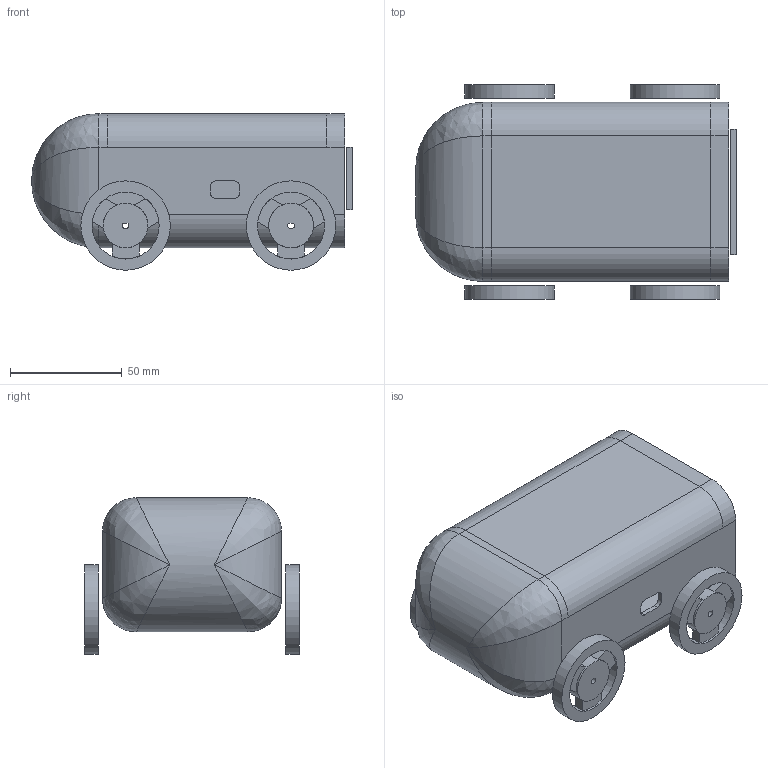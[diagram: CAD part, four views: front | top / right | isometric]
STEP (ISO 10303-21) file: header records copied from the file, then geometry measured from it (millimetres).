
FILE_DESCRIPTION(/* description */ ('STEP AP242 Edition 2','CAx-IF Rec.Pracs.---Representation and Presentation of Product Manufacturing Information (PMI)---4.0---2014-10-13','CAx-IF Rec.Pracs.---3D Tessellated Geometry---0.4---2014-09-14','2;1','CAx-IF Rec.Pracs.---User Defined Attributes---1.5---2016-08-15'),/* implementation_level */ '2;1');
FILE_NAME(/* name */ '6938e01b486f0c075bedd928',/* time_stamp */ '2025-12-10T02:51:07Z',/* author */ (''),/* organization */ (''),/* preprocessor_version */ 'ST-DEVELOPER v20',/* originating_system */ 'ONSHAPE BY PTC INC, 1.207',/* authorisation */ ' ');
FILE_SCHEMA (('AP242_MANAGED_MODEL_BASED_3D_ENGINEERING_MIM_LF { 1 0 10303 442 3 1 4 }'));
Length unit declared in the file: metre
Products named in the file (7): Part 5; Part 8; Part 1; Part 2; Part 4; Part 6; Part 7
Bounding box: 143.4 x 96 x 70 mm (x, y, z)
Volume: 103083.6 mm3; surface area: 98003.6 mm2
Topology: 7 solids, 7 shells, 177 faces, 466 edges, 292 vertices
Faces by surface type: plane 121, cylinder 48, bspline 8
Full cylindrical faces by diameter (mm): 1.65 x3, 1.7 x1, 6 x2, 20 x4, 30 x4, 40 x4
Entity records: 5661 total; most frequent: CARTESIAN_POINT 1120, DIRECTION 940, ORIENTED_EDGE 848, EDGE_CURVE 424, AXIS2_PLACEMENT_3D 340, VERTEX_POINT 280, LINE 260, VECTOR 260
